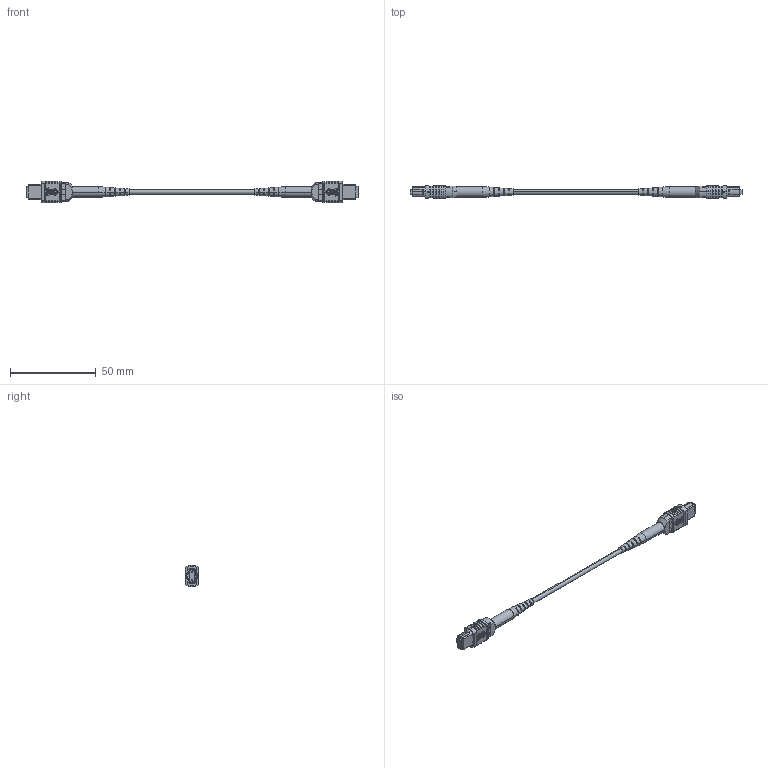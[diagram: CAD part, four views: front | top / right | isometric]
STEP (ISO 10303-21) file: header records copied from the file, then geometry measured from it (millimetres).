
FILE_DESCRIPTION (( 'STEP AP214' ), '1' );
FILE_NAME ('MPFF40G.STEP', '2014-03-18T14:39:31', ( 'L-Com' ), ( 'L-Com Global Connectivity' ), 'SwSTEP 2.0', 'SolidWorks 2012', '' );
FILE_SCHEMA (( 'AUTOMOTIVE_DESIGN' ));
Length unit declared in the file: inch
Products named in the file (4): MPFF40G-MA1; MPFF40G-MA2; MPFF40G-MA3; MPFF40G
Assembly tree (5 placements, depth 2):
  MPFF40G
    MPFF40G-MA3
    MPFF40G-MA2  x2
    MPFF40G-MA1  x2
Bounding box: 194.15 x 7.6 x 12.6 mm (x, y, z)
Volume: 4656.5 mm3; surface area: 5803.9 mm2
Topology: 5 solids, 21 shells, 790 faces, 2118 edges, 1396 vertices
Faces by surface type: plane 556, cylinder 150, bspline 56, cone 28
Entity records: 15031 total; most frequent: CARTESIAN_POINT 4201, ORIENTED_EDGE 2124, DIRECTION 1922, EDGE_CURVE 1062, VECTOR 704, LINE 704, VERTEX_POINT 700, AXIS2_PLACEMENT_3D 609
